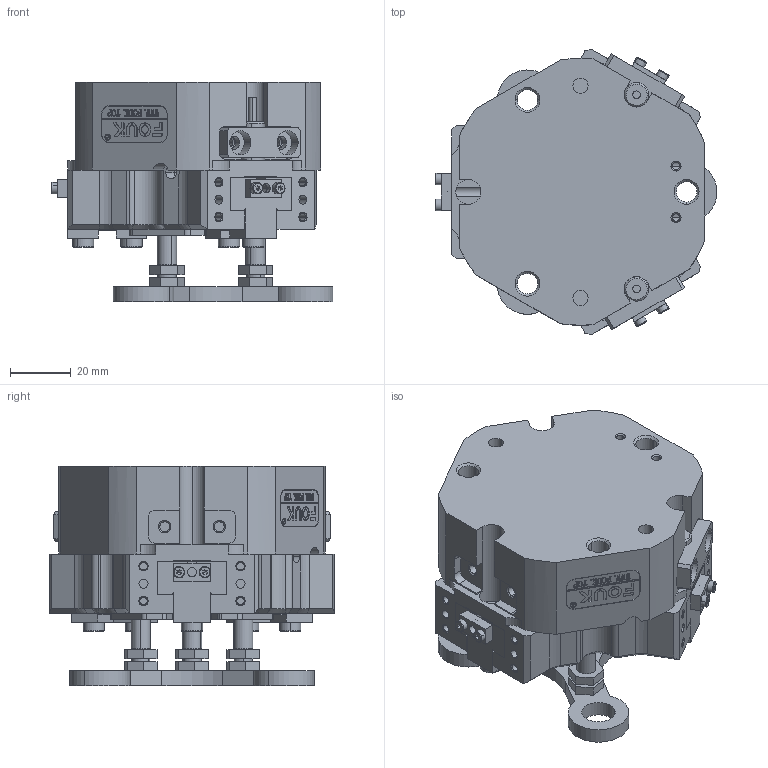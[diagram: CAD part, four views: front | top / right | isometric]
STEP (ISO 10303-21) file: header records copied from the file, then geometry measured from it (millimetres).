
FILE_DESCRIPTION (( 'STEP AP203' ), '1' );
FILE_NAME ('TZ55-94-S-C28.STEP', '2024-12-09T01:02:31', ( 'USER-' ), ( 'Microsoft' ), 'SwSTEP 2.0', 'SolidWorks 2018', '' );
FILE_SCHEMA (( 'CONFIG_CONTROL_DESIGN' ));
Length unit declared in the file: millimetre
Products named in the file (28): TZ55-94-C28杅耀.sldasm-Part-22; TZ55-94-S-02 賑輸; TZ55-94-C28杅耀.sldasm-Part-29; TZ55-94-C28杅耀.sldasm-Part-28; TZ55-94-C28杅耀.sldasm-Part-17; TZ55-94-C28杅耀.sldasm-Part-15; TZ55-94-C28杅耀.sldasm-Part-27; TZ55-94-C28杅耀.sldasm-Part-4; TZ55-94-C28杅耀.sldasm-Part-23; TZ55-94-C28杅耀.sldasm-Part-12; TZ55-94-C28杅耀.sldasm-Part-10; TZ55-94-C28杅耀.sldasm-Part-2; 埴翐芛_GB_FASTENER_SCREWS_HSHCS M2X8-N; TZ55-94-C28杅耀.sldasm-Part-20; TZ55-94-C28杅耀.sldasm-Part-1; 8-18換覜ん; TZ55-94-S; 揤輸蚾饜极; TZ55-94-C28杅耀.sldasm-Part-21; TZ55-94-C28杅耀.sldasm-Part-26; TZ55-94-S-C28; TZ55-94-C28杅耀.sldasm-Part-7; 揤輸杅耀.sldasm-Part-9; 25x12-R3; TZ55-94-C28杅耀.sldasm-Part-14; TZ55-94-C28杅耀.sldasm-Part-25; TZ55-94-C28杅耀.sldasm-Part-16; TZ55-94-C28杅耀.sldasm-Part-24
Assembly tree (33 placements, depth 4):
  TZ55-94-S-C28
    TZ55-94-C28杅耀.sldasm-Part-20
    TZ55-94-C28杅耀.sldasm-Part-21
    TZ55-94-C28杅耀.sldasm-Part-22
    TZ55-94-C28杅耀.sldasm-Part-23
    TZ55-94-C28杅耀.sldasm-Part-24
    TZ55-94-C28杅耀.sldasm-Part-25
    TZ55-94-C28杅耀.sldasm-Part-26
    TZ55-94-C28杅耀.sldasm-Part-27
    TZ55-94-C28杅耀.sldasm-Part-28
    TZ55-94-C28杅耀.sldasm-Part-29
    TZ55-94-S
      TZ55-94-C28杅耀.sldasm-Part-1
      TZ55-94-C28杅耀.sldasm-Part-2
      TZ55-94-C28杅耀.sldasm-Part-4
      TZ55-94-C28杅耀.sldasm-Part-7
      TZ55-94-C28杅耀.sldasm-Part-10
      TZ55-94-C28杅耀.sldasm-Part-12
      TZ55-94-C28杅耀.sldasm-Part-14
      TZ55-94-C28杅耀.sldasm-Part-15
      TZ55-94-C28杅耀.sldasm-Part-16
      TZ55-94-C28杅耀.sldasm-Part-17
      TZ55-94-S-02 賑輸  x3
      8-18換覜ん  x2
      揤輸蚾饜极  x3
        揤輸杅耀.sldasm-Part-9
        埴翐芛_GB_FASTENER_SCREWS_HSHCS M2X8-N
      25x12-R3
Bounding box: 92.9 x 94.11 x 72.5 mm (x, y, z)
Volume: 260641.9 mm3; surface area: 71400.1 mm2
Topology: 35 solids, 75 shells, 1789 faces, 4417 edges, 2806 vertices
Faces by surface type: plane 861, cylinder 466, cone 362, bspline 88, torus 12
Entity records: 51344 total; most frequent: CARTESIAN_POINT 12198, DIRECTION 7582, ORIENTED_EDGE 7314, EDGE_CURVE 3657, AXIS2_PLACEMENT_3D 2657, VERTEX_POINT 2383, VECTOR 2268, LINE 2268
